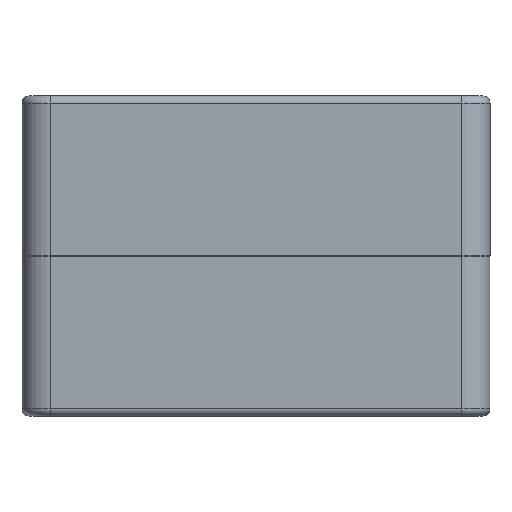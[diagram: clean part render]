
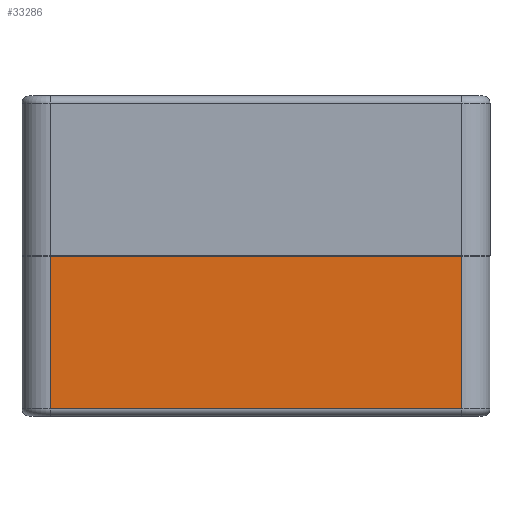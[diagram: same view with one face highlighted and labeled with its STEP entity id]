
A CAD part, front view. The second image highlights one B-rep face of the part: STEP entity #33286.
In plain terms, the highlighted planar face has unit normal (0, -1, 0).
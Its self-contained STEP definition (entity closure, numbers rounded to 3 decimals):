
#2096 = LINE ( 'NONE', #2739, #40524 ) ;
#2422 = VERTEX_POINT ( 'NONE', #9664 ) ;
#2492 = VECTOR ( 'NONE', #3583, 1000. ) ;
#2739 = CARTESIAN_POINT ( 'NONE',  ( 0., -35.4, 22.5 ) ) ;
#3583 = DIRECTION ( 'NONE',  ( 1., 0., 0. ) ) ;
#3971 = VERTEX_POINT ( 'NONE', #14128 ) ;
#5040 = PLANE ( 'NONE',  #13868 ) ;
#7419 = FACE_OUTER_BOUND ( 'NONE', #14118, .T. ) ;
#8582 = DIRECTION ( 'NONE',  ( 1., 0., 0. ) ) ;
#9162 = CARTESIAN_POINT ( 'NONE',  ( -28.9, -35.4, 2. ) ) ;
#9640 = CARTESIAN_POINT ( 'NONE',  ( 0., -35.4, 1. ) ) ;
#9664 = CARTESIAN_POINT ( 'NONE',  ( -28.9, -35.4, 1. ) ) ;
#11179 = ORIENTED_EDGE ( 'NONE', *, *, #33628, .F. ) ;
#13868 = AXIS2_PLACEMENT_3D ( 'NONE', #14754, #33906, #20993 ) ;
#14118 = EDGE_LOOP ( 'NONE', ( #38221, #29405, #11179, #37729 ) ) ;
#14128 = CARTESIAN_POINT ( 'NONE',  ( 28.9, -35.4, 22.5 ) ) ;
#14522 = CARTESIAN_POINT ( 'NONE',  ( 28.9, -35.4, 1. ) ) ;
#14754 = CARTESIAN_POINT ( 'NONE',  ( 0., -35.4, 2. ) ) ;
#15625 = DIRECTION ( 'NONE',  ( 0., 0., -1. ) ) ;
#18211 = LINE ( 'NONE', #9162, #32004 ) ;
#18289 = CARTESIAN_POINT ( 'NONE',  ( 28.9, -35.4, 2. ) ) ;
#19844 = CARTESIAN_POINT ( 'NONE',  ( -28.9, -35.4, 22.5 ) ) ;
#20993 = DIRECTION ( 'NONE',  ( -1., 0., 0. ) ) ;
#23288 = EDGE_CURVE ( 'NONE', #26836, #2422, #18211, .T. ) ;
#24168 = EDGE_CURVE ( 'NONE', #2422, #24689, #36321, .T. ) ;
#24689 = VERTEX_POINT ( 'NONE', #14522 ) ;
#26836 = VERTEX_POINT ( 'NONE', #19844 ) ;
#28476 = EDGE_CURVE ( 'NONE', #26836, #3971, #2096, .T. ) ;
#29405 = ORIENTED_EDGE ( 'NONE', *, *, #24168, .T. ) ;
#30984 = LINE ( 'NONE', #18289, #41417 ) ;
#31202 = DIRECTION ( 'NONE',  ( 0., 0., -1. ) ) ;
#32004 = VECTOR ( 'NONE', #15625, 1000. ) ;
#33286 = ADVANCED_FACE ( 'NONE', ( #7419 ), #5040, .F. ) ;
#33628 = EDGE_CURVE ( 'NONE', #3971, #24689, #30984, .T. ) ;
#33906 = DIRECTION ( 'NONE',  ( 0., 1., 0. ) ) ;
#36321 = LINE ( 'NONE', #9640, #2492 ) ;
#37729 = ORIENTED_EDGE ( 'NONE', *, *, #28476, .F. ) ;
#38221 = ORIENTED_EDGE ( 'NONE', *, *, #23288, .T. ) ;
#40524 = VECTOR ( 'NONE', #8582, 1000. ) ;
#41417 = VECTOR ( 'NONE', #31202, 1000. ) ;
